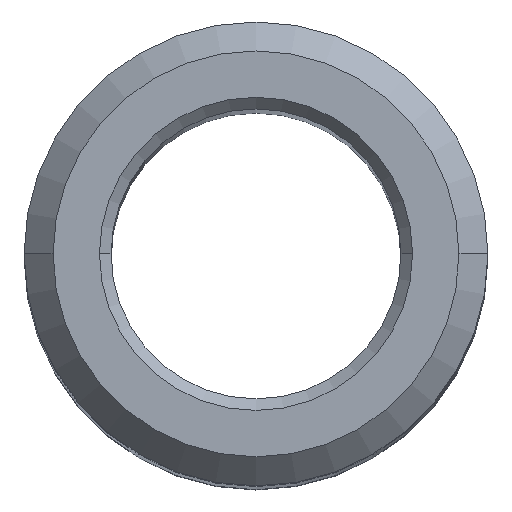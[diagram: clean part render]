
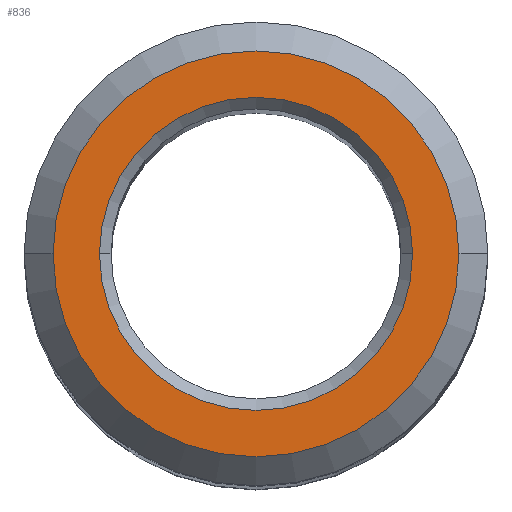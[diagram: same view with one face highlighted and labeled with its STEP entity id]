
A CAD part, top view. The second image highlights one B-rep face of the part: STEP entity #836.
In plain terms, the highlighted planar face has unit normal (0, 0, 1).
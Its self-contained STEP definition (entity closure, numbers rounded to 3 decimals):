
#21 = EDGE_CURVE ( 'NONE', #594, #485, #950, .T. ) ;
#60 = CARTESIAN_POINT ( 'NONE',  ( 3.5, 0., 0. ) ) ;
#74 = DIRECTION ( 'NONE',  ( 1., 0., 0. ) ) ;
#104 = VERTEX_POINT ( 'NONE', #1052 ) ;
#107 = CARTESIAN_POINT ( 'NONE',  ( 0., 0., 0. ) ) ;
#118 = CIRCLE ( 'NONE', #928, 2.7 ) ;
#122 = DIRECTION ( 'NONE',  ( 1., 0., 0. ) ) ;
#154 = DIRECTION ( 'NONE',  ( 0., 0., 1. ) ) ;
#168 = EDGE_CURVE ( 'NONE', #485, #594, #658, .T. ) ;
#194 = CARTESIAN_POINT ( 'NONE',  ( 0., 0., 0. ) ) ;
#199 = DIRECTION ( 'NONE',  ( 1., 0., 0. ) ) ;
#228 = EDGE_CURVE ( 'NONE', #726, #104, #626, .T. ) ;
#328 = DIRECTION ( 'NONE',  ( 0., 0., -1. ) ) ;
#399 = DIRECTION ( 'NONE',  ( 0., 0., 1. ) ) ;
#462 = DIRECTION ( 'NONE',  ( 1., 0., 0. ) ) ;
#474 = EDGE_LOOP ( 'NONE', ( #772, #558 ) ) ;
#485 = VERTEX_POINT ( 'NONE', #60 ) ;
#538 = AXIS2_PLACEMENT_3D ( 'NONE', #610, #399, #199 ) ;
#539 = DIRECTION ( 'NONE',  ( 0., 0., -1. ) ) ;
#558 = ORIENTED_EDGE ( 'NONE', *, *, #228, .T. ) ;
#580 = FACE_OUTER_BOUND ( 'NONE', #782, .T. ) ;
#581 = AXIS2_PLACEMENT_3D ( 'NONE', #747, #815, #631 ) ;
#594 = VERTEX_POINT ( 'NONE', #730 ) ;
#610 = CARTESIAN_POINT ( 'NONE',  ( 0., 0., 0. ) ) ;
#626 = CIRCLE ( 'NONE', #681, 2.7 ) ;
#631 = DIRECTION ( 'NONE',  ( 1., 0., 0. ) ) ;
#644 = CARTESIAN_POINT ( 'NONE',  ( -2.7, 0., 0. ) ) ;
#658 = CIRCLE ( 'NONE', #993, 3.5 ) ;
#681 = AXIS2_PLACEMENT_3D ( 'NONE', #822, #328, #74 ) ;
#701 = PLANE ( 'NONE',  #538 ) ;
#726 = VERTEX_POINT ( 'NONE', #644 ) ;
#730 = CARTESIAN_POINT ( 'NONE',  ( -3.5, 0., 0. ) ) ;
#747 = CARTESIAN_POINT ( 'NONE',  ( 0., 0., 0. ) ) ;
#764 = EDGE_CURVE ( 'NONE', #104, #726, #118, .T. ) ;
#772 = ORIENTED_EDGE ( 'NONE', *, *, #764, .T. ) ;
#782 = EDGE_LOOP ( 'NONE', ( #941, #1079 ) ) ;
#815 = DIRECTION ( 'NONE',  ( 0., 0., 1. ) ) ;
#822 = CARTESIAN_POINT ( 'NONE',  ( 0., 0., 0. ) ) ;
#836 = ADVANCED_FACE ( 'NONE', ( #1050, #580 ), #701, .T. ) ;
#928 = AXIS2_PLACEMENT_3D ( 'NONE', #107, #539, #122 ) ;
#941 = ORIENTED_EDGE ( 'NONE', *, *, #21, .T. ) ;
#950 = CIRCLE ( 'NONE', #581, 3.5 ) ;
#993 = AXIS2_PLACEMENT_3D ( 'NONE', #194, #154, #462 ) ;
#1050 = FACE_BOUND ( 'NONE', #474, .T. ) ;
#1052 = CARTESIAN_POINT ( 'NONE',  ( 2.7, 0., 0. ) ) ;
#1079 = ORIENTED_EDGE ( 'NONE', *, *, #168, .T. ) ;
